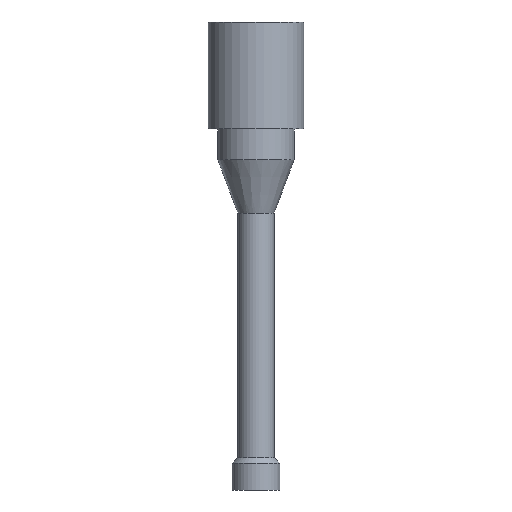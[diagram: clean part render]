
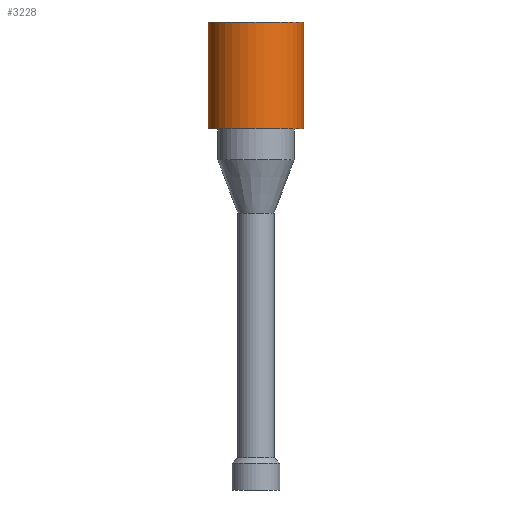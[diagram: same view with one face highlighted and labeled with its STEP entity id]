
A CAD part, front view. The second image highlights one B-rep face of the part: STEP entity #3228.
In plain terms, the highlighted cylindrical face has radius 12.5 mm (diameter 25 mm), a full revolution.
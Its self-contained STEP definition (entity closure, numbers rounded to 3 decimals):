
#23=CYLINDRICAL_SURFACE($,#3347,12.5);
#34=CIRCLE($,#3307,12.5);
#49=CIRCLE($,#3348,12.5);
#87=FACE_BOUND($,#545,.T.);
#337=FACE_OUTER_BOUND($,#544,.T.);
#544=EDGE_LOOP($,(#2818));
#545=EDGE_LOOP($,(#2819));
#1497=VERTEX_POINT($,#5757);
#1512=VERTEX_POINT($,#5813);
#1935=EDGE_CURVE($,#1497,#1497,#34,.T.);
#1950=EDGE_CURVE($,#1512,#1512,#49,.T.);
#2818=ORIENTED_EDGE($,*,*,#1935,.T.);
#2819=ORIENTED_EDGE($,*,*,#1950,.F.);
#3228=ADVANCED_FACE($,(#337,#87),#23,.T.);
#3307=AXIS2_PLACEMENT_3D($,#5758,#3749,#3750);
#3347=AXIS2_PLACEMENT_3D($,#5812,#3829,#3830);
#3348=AXIS2_PLACEMENT_3D($,#5814,#3831,#3832);
#3749=DIRECTION('center_axis',(0.,0.,-1.));
#3750=DIRECTION('ref_axis',(-1.,0.,0.));
#3829=DIRECTION('center_axis',(0.,0.,1.));
#3830=DIRECTION('ref_axis',(-1.,0.,0.));
#3831=DIRECTION('center_axis',(0.,0.,-1.));
#3832=DIRECTION('ref_axis',(-1.,0.,0.));
#5757=CARTESIAN_POINT('',(12.5,0.,28.));
#5758=CARTESIAN_POINT('Origin',(0.,0.,28.));
#5812=CARTESIAN_POINT('Origin',(0.,0.,0.));
#5813=CARTESIAN_POINT('',(12.5,0.,0.));
#5814=CARTESIAN_POINT('Origin',(0.,0.,0.));
